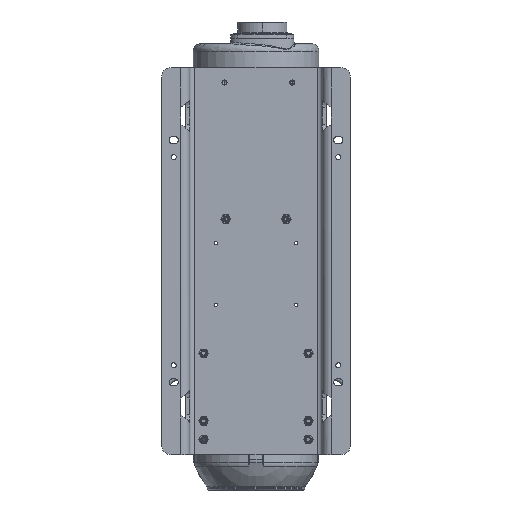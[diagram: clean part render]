
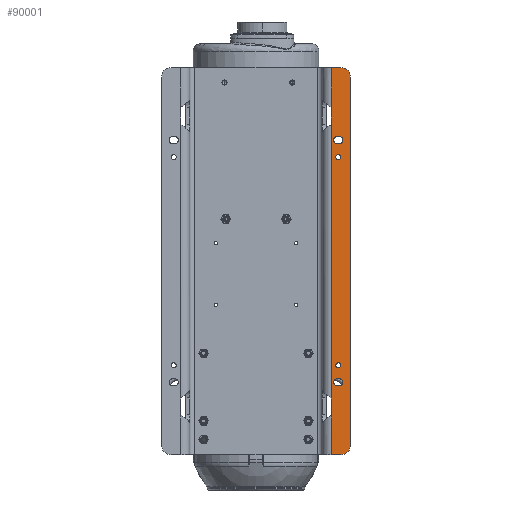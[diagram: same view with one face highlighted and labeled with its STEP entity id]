
A CAD part, front view. The second image highlights one B-rep face of the part: STEP entity #90001.
In plain terms, the highlighted planar face has unit normal (0, -1, 0).
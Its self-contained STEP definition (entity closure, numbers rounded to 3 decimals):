
#19364=DIRECTION('',(0.,0.,-1.));
#19365=VECTOR('',#19364,565.);
#19366=CARTESIAN_POINT('',(155.,-80.,-86.5));
#19367=LINE('',#19366,#19365);
#19368=DIRECTION('',(0.,0.,-1.));
#19369=VECTOR('',#19368,35.);
#19370=CARTESIAN_POINT('',(155.,-80.,-51.5));
#19371=LINE('',#19370,#19369);
#19372=DIRECTION('',(0.,0.,-1.));
#19373=VECTOR('',#19372,82.5);
#19374=CARTESIAN_POINT('',(155.,-80.,31.));
#19375=LINE('',#19374,#19373);
#19376=CARTESIAN_POINT('',(175.,-80.,11.));
#19377=DIRECTION('',(0.,-1.,0.));
#19378=DIRECTION('',(1.,0.,0.));
#19379=AXIS2_PLACEMENT_3D('',#19376,#19377,#19378);
#19381=CARTESIAN_POINT('',(175.,-80.,-749.));
#19382=DIRECTION('',(0.,-1.,0.));
#19383=DIRECTION('',(0.,0.,-1.));
#19384=AXIS2_PLACEMENT_3D('',#19381,#19382,#19383);
#19386=DIRECTION('',(0.,0.,-1.));
#19387=VECTOR('',#19386,82.5);
#19388=CARTESIAN_POINT('',(155.,-80.,-686.5));
#19389=LINE('',#19388,#19387);
#19390=DIRECTION('',(0.,0.,-1.));
#19391=VECTOR('',#19390,35.);
#19392=CARTESIAN_POINT('',(155.,-80.,-651.5));
#19393=LINE('',#19392,#19391);
#19394=DIRECTION('',(-1.,0.,0.));
#19395=VECTOR('',#19394,2.5);
#19396=CARTESIAN_POINT('',(172.5,-80.,-612.));
#19397=LINE('',#19396,#19395);
#19398=DIRECTION('',(-1.,0.,0.));
#19399=VECTOR('',#19398,2.5);
#19400=CARTESIAN_POINT('',(170.,-80.,-612.));
#19401=LINE('',#19400,#19399);
#19402=CARTESIAN_POINT('',(167.5,-80.,-619.));
#19403=DIRECTION('',(0.,1.,0.));
#19404=DIRECTION('',(0.,0.,-1.));
#19405=AXIS2_PLACEMENT_3D('',#19402,#19403,#19404);
#19407=DIRECTION('',(1.,0.,0.));
#19408=VECTOR('',#19407,2.5);
#19409=CARTESIAN_POINT('',(167.5,-80.,-626.));
#19410=LINE('',#19409,#19408);
#19411=DIRECTION('',(1.,0.,0.));
#19412=VECTOR('',#19411,2.5);
#19413=CARTESIAN_POINT('',(170.,-80.,-626.));
#19414=LINE('',#19413,#19412);
#19415=CARTESIAN_POINT('',(172.5,-80.,-619.));
#19416=DIRECTION('',(0.,1.,0.));
#19417=DIRECTION('',(0.,0.,1.));
#19418=AXIS2_PLACEMENT_3D('',#19415,#19416,#19417);
#19420=DIRECTION('',(-1.,0.,0.));
#19421=VECTOR('',#19420,2.5);
#19422=CARTESIAN_POINT('',(172.5,-80.,-112.));
#19423=LINE('',#19422,#19421);
#19424=DIRECTION('',(-1.,0.,0.));
#19425=VECTOR('',#19424,2.5);
#19426=CARTESIAN_POINT('',(170.,-80.,-112.));
#19427=LINE('',#19426,#19425);
#19428=CARTESIAN_POINT('',(167.5,-80.,-119.));
#19429=DIRECTION('',(0.,1.,0.));
#19430=DIRECTION('',(0.,0.,-1.));
#19431=AXIS2_PLACEMENT_3D('',#19428,#19429,#19430);
#19433=DIRECTION('',(1.,0.,0.));
#19434=VECTOR('',#19433,2.5);
#19435=CARTESIAN_POINT('',(167.5,-80.,-126.));
#19436=LINE('',#19435,#19434);
#19437=DIRECTION('',(1.,0.,0.));
#19438=VECTOR('',#19437,2.5);
#19439=CARTESIAN_POINT('',(170.,-80.,-126.));
#19440=LINE('',#19439,#19438);
#19441=CARTESIAN_POINT('',(172.5,-80.,-119.));
#19442=DIRECTION('',(0.,1.,0.));
#19443=DIRECTION('',(0.,0.,1.));
#19444=AXIS2_PLACEMENT_3D('',#19441,#19442,#19443);
#19446=CARTESIAN_POINT('',(170.,-80.,-584.));
#19447=DIRECTION('',(0.,1.,0.));
#19448=DIRECTION('',(0.,0.,-1.));
#19449=AXIS2_PLACEMENT_3D('',#19446,#19447,#19448);
#19451=CARTESIAN_POINT('',(170.,-80.,-584.));
#19452=DIRECTION('',(0.,1.,0.));
#19453=DIRECTION('',(0.,0.,1.));
#19454=AXIS2_PLACEMENT_3D('',#19451,#19452,#19453);
#19456=CARTESIAN_POINT('',(170.,-80.,-154.));
#19457=DIRECTION('',(0.,1.,0.));
#19458=DIRECTION('',(0.,0.,-1.));
#19459=AXIS2_PLACEMENT_3D('',#19456,#19457,#19458);
#19461=CARTESIAN_POINT('',(170.,-80.,-154.));
#19462=DIRECTION('',(0.,1.,0.));
#19463=DIRECTION('',(0.,0.,1.));
#19464=AXIS2_PLACEMENT_3D('',#19461,#19462,#19463);
#19523=CARTESIAN_POINT('',(155.,-80.,-86.5));
#19743=CARTESIAN_POINT('',(155.,-80.,-686.5));
#19761=DIRECTION('',(1.,0.,0.));
#19762=VECTOR('',#19761,20.);
#19763=CARTESIAN_POINT('',(155.,-80.,-769.));
#19764=LINE('',#19763,#19762);
#19769=DIRECTION('',(0.,0.,-1.));
#19770=VECTOR('',#19769,760.);
#19771=CARTESIAN_POINT('',(195.,-80.,11.));
#19772=LINE('',#19771,#19770);
#19785=DIRECTION('',(1.,0.,0.));
#19786=VECTOR('',#19785,20.);
#19787=CARTESIAN_POINT('',(155.,-80.,31.));
#19788=LINE('',#19787,#19786);
#71142=CARTESIAN_POINT('',(155.,-80.,31.));
#71143=VERTEX_POINT('',#71142);
#71158=CARTESIAN_POINT('',(155.,-80.,-769.));
#71159=VERTEX_POINT('',#71158);
#71164=CARTESIAN_POINT('',(175.,-80.,-769.));
#71165=VERTEX_POINT('',#71164);
#71166=CARTESIAN_POINT('',(195.,-80.,-749.));
#71167=VERTEX_POINT('',#71166);
#71180=CARTESIAN_POINT('',(195.,-80.,11.));
#71181=VERTEX_POINT('',#71180);
#71182=CARTESIAN_POINT('',(175.,-80.,31.));
#71183=VERTEX_POINT('',#71182);
#71230=VERTEX_POINT('',#19523);
#71231=CARTESIAN_POINT('',(155.,-80.,-51.5));
#71232=VERTEX_POINT('',#71231);
#71233=VERTEX_POINT('',#19743);
#71234=CARTESIAN_POINT('',(155.,-80.,-651.5));
#71235=VERTEX_POINT('',#71234);
#71344=CARTESIAN_POINT('',(172.5,-80.,-112.));
#71345=CARTESIAN_POINT('',(170.,-80.,-112.));
#71346=VERTEX_POINT('',#71344);
#71347=VERTEX_POINT('',#71345);
#71348=CARTESIAN_POINT('',(167.5,-80.,-112.));
#71349=VERTEX_POINT('',#71348);
#71350=CARTESIAN_POINT('',(167.5,-80.,-126.));
#71351=VERTEX_POINT('',#71350);
#71352=CARTESIAN_POINT('',(170.,-80.,-126.));
#71353=VERTEX_POINT('',#71352);
#71354=CARTESIAN_POINT('',(172.5,-80.,-126.));
#71355=VERTEX_POINT('',#71354);
#71356=CARTESIAN_POINT('',(172.5,-80.,-612.));
#71357=CARTESIAN_POINT('',(170.,-80.,-612.));
#71358=VERTEX_POINT('',#71356);
#71359=VERTEX_POINT('',#71357);
#71360=CARTESIAN_POINT('',(167.5,-80.,-612.));
#71361=VERTEX_POINT('',#71360);
#71362=CARTESIAN_POINT('',(167.5,-80.,-626.));
#71363=VERTEX_POINT('',#71362);
#71364=CARTESIAN_POINT('',(170.,-80.,-626.));
#71365=VERTEX_POINT('',#71364);
#71366=CARTESIAN_POINT('',(172.5,-80.,-626.));
#71367=VERTEX_POINT('',#71366);
#71380=CARTESIAN_POINT('',(170.,-80.,-589.25));
#71381=CARTESIAN_POINT('',(170.,-80.,-578.75));
#71382=VERTEX_POINT('',#71380);
#71383=VERTEX_POINT('',#71381);
#71388=CARTESIAN_POINT('',(170.,-80.,-159.25));
#71389=CARTESIAN_POINT('',(170.,-80.,-148.75));
#71390=VERTEX_POINT('',#71388);
#71391=VERTEX_POINT('',#71389);
#89935=CARTESIAN_POINT('',(155.,-80.,31.));
#89936=DIRECTION('',(0.,1.,0.));
#89937=DIRECTION('',(1.,0.,0.));
#89938=AXIS2_PLACEMENT_3D('',#89935,#89936,#89937);
#89939=PLANE('',#89938);
#89941=ORIENTED_EDGE('',*,*,#89940,.F.);
#89942=ORIENTED_EDGE('',*,*,#89929,.F.);
#89944=ORIENTED_EDGE('',*,*,#89943,.F.);
#89946=ORIENTED_EDGE('',*,*,#89945,.T.);
#89948=ORIENTED_EDGE('',*,*,#89947,.F.);
#89950=ORIENTED_EDGE('',*,*,#89949,.T.);
#89952=ORIENTED_EDGE('',*,*,#89951,.F.);
#89954=ORIENTED_EDGE('',*,*,#89953,.F.);
#89956=ORIENTED_EDGE('',*,*,#89955,.F.);
#89958=ORIENTED_EDGE('',*,*,#89957,.F.);
#89959=EDGE_LOOP('',(#89941,#89942,#89944,#89946,#89948,#89950,#89952,#89954,
#89956,#89958));
#89960=FACE_OUTER_BOUND('',#89959,.F.);
#89962=ORIENTED_EDGE('',*,*,#89961,.T.);
#89964=ORIENTED_EDGE('',*,*,#89963,.T.);
#89966=ORIENTED_EDGE('',*,*,#89965,.F.);
#89968=ORIENTED_EDGE('',*,*,#89967,.T.);
#89970=ORIENTED_EDGE('',*,*,#89969,.T.);
#89972=ORIENTED_EDGE('',*,*,#89971,.F.);
#89973=EDGE_LOOP('',(#89962,#89964,#89966,#89968,#89970,#89972));
#89974=FACE_BOUND('',#89973,.F.);
#89976=ORIENTED_EDGE('',*,*,#89975,.T.);
#89978=ORIENTED_EDGE('',*,*,#89977,.T.);
#89980=ORIENTED_EDGE('',*,*,#89979,.F.);
#89982=ORIENTED_EDGE('',*,*,#89981,.T.);
#89984=ORIENTED_EDGE('',*,*,#89983,.T.);
#89986=ORIENTED_EDGE('',*,*,#89985,.F.);
#89987=EDGE_LOOP('',(#89976,#89978,#89980,#89982,#89984,#89986));
#89988=FACE_BOUND('',#89987,.F.);
#89990=ORIENTED_EDGE('',*,*,#89989,.F.);
#89992=ORIENTED_EDGE('',*,*,#89991,.F.);
#89993=EDGE_LOOP('',(#89990,#89992));
#89994=FACE_BOUND('',#89993,.F.);
#89996=ORIENTED_EDGE('',*,*,#89995,.F.);
#89998=ORIENTED_EDGE('',*,*,#89997,.F.);
#89999=EDGE_LOOP('',(#89996,#89998));
#90000=FACE_BOUND('',#89999,.F.);
#90001=ADVANCED_FACE('',(#89960,#89974,#89988,#89994,#90000),#89939,.F.);
#19380=CIRCLE('',#19379,20.);
#19385=CIRCLE('',#19384,20.);
#19406=CIRCLE('',#19405,7.);
#19419=CIRCLE('',#19418,7.);
#19432=CIRCLE('',#19431,7.);
#19445=CIRCLE('',#19444,7.);
#19450=CIRCLE('',#19449,5.25);
#19455=CIRCLE('',#19454,5.25);
#19460=CIRCLE('',#19459,5.25);
#19465=CIRCLE('',#19464,5.25);
#89929=EDGE_CURVE('',#71232,#71230,#19371,.T.);
#89940=EDGE_CURVE('',#71230,#71235,#19367,.T.);
#89943=EDGE_CURVE('',#71143,#71232,#19375,.T.);
#89945=EDGE_CURVE('',#71143,#71183,#19788,.T.);
#89947=EDGE_CURVE('',#71181,#71183,#19380,.T.);
#89949=EDGE_CURVE('',#71181,#71167,#19772,.T.);
#89951=EDGE_CURVE('',#71165,#71167,#19385,.T.);
#89953=EDGE_CURVE('',#71159,#71165,#19764,.T.);
#89955=EDGE_CURVE('',#71233,#71159,#19389,.T.);
#89957=EDGE_CURVE('',#71235,#71233,#19393,.T.);
#89961=EDGE_CURVE('',#71358,#71359,#19397,.T.);
#89963=EDGE_CURVE('',#71359,#71361,#19401,.T.);
#89965=EDGE_CURVE('',#71363,#71361,#19406,.T.);
#89967=EDGE_CURVE('',#71363,#71365,#19410,.T.);
#89969=EDGE_CURVE('',#71365,#71367,#19414,.T.);
#89971=EDGE_CURVE('',#71358,#71367,#19419,.T.);
#89975=EDGE_CURVE('',#71346,#71347,#19423,.T.);
#89977=EDGE_CURVE('',#71347,#71349,#19427,.T.);
#89979=EDGE_CURVE('',#71351,#71349,#19432,.T.);
#89981=EDGE_CURVE('',#71351,#71353,#19436,.T.);
#89983=EDGE_CURVE('',#71353,#71355,#19440,.T.);
#89985=EDGE_CURVE('',#71346,#71355,#19445,.T.);
#89989=EDGE_CURVE('',#71382,#71383,#19450,.T.);
#89991=EDGE_CURVE('',#71383,#71382,#19455,.T.);
#89995=EDGE_CURVE('',#71390,#71391,#19460,.T.);
#89997=EDGE_CURVE('',#71391,#71390,#19465,.T.);
